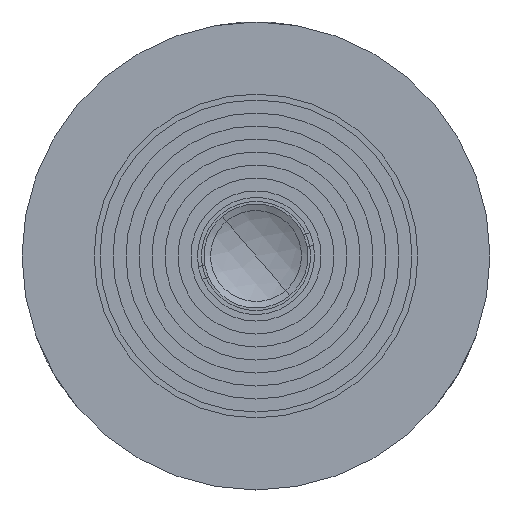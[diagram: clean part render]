
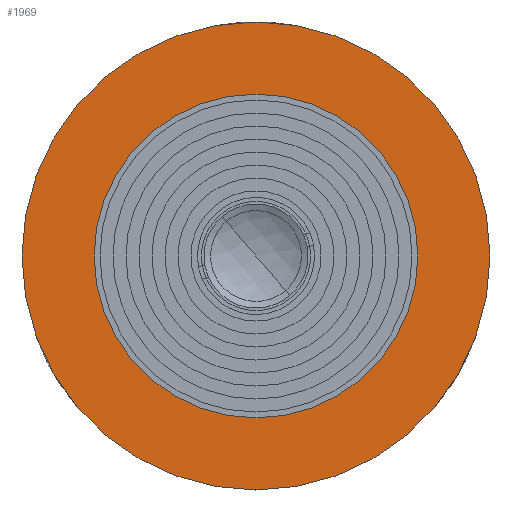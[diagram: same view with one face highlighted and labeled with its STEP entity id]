
A CAD part, left-side view. The second image highlights one B-rep face of the part: STEP entity #1969.
In plain terms, the highlighted planar face has unit normal (-1, 0, 0).
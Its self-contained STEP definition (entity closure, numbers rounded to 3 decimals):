
#49 = EDGE_CURVE ( 'NONE', #1473, #1881, #2768, .T. ) ;
#305 = EDGE_CURVE ( 'NONE', #1455, #2645, #3286, .T. ) ;
#319 = AXIS2_PLACEMENT_3D ( 'NONE', #1624, #2713, #1664 ) ;
#514 = CARTESIAN_POINT ( 'NONE',  ( 0., 0., 18. ) ) ;
#516 = EDGE_CURVE ( 'NONE', #1881, #1473, #900, .T. ) ;
#584 = DIRECTION ( 'NONE',  ( 1., 0., 0. ) ) ;
#600 = EDGE_LOOP ( 'NONE', ( #2266, #903 ) ) ;
#862 = EDGE_CURVE ( 'NONE', #2645, #1455, #1797, .T. ) ;
#900 = CIRCLE ( 'NONE', #2143, 18. ) ;
#903 = ORIENTED_EDGE ( 'NONE', *, *, #305, .F. ) ;
#973 = CARTESIAN_POINT ( 'NONE',  ( 0., 0., 0. ) ) ;
#1291 = DIRECTION ( 'NONE',  ( -1., 0., 0. ) ) ;
#1304 = CARTESIAN_POINT ( 'NONE',  ( 0., 0., -18. ) ) ;
#1407 = FACE_OUTER_BOUND ( 'NONE', #2144, .T. ) ;
#1455 = VERTEX_POINT ( 'NONE', #3444 ) ;
#1473 = VERTEX_POINT ( 'NONE', #514 ) ;
#1624 = CARTESIAN_POINT ( 'NONE',  ( 0., 0., 0. ) ) ;
#1664 = DIRECTION ( 'NONE',  ( 0., 0., 1. ) ) ;
#1797 = CIRCLE ( 'NONE', #2649, 12.45 ) ;
#1881 = VERTEX_POINT ( 'NONE', #1304 ) ;
#1925 = CARTESIAN_POINT ( 'NONE',  ( 0., 18., 0. ) ) ;
#1969 = ADVANCED_FACE ( 'NONE', ( #2702, #1407 ), #2204, .F. ) ;
#2143 = AXIS2_PLACEMENT_3D ( 'NONE', #973, #2851, #3395 ) ;
#2144 = EDGE_LOOP ( 'NONE', ( #3478, #2164 ) ) ;
#2164 = ORIENTED_EDGE ( 'NONE', *, *, #516, .T. ) ;
#2204 = PLANE ( 'NONE',  #2601 ) ;
#2266 = ORIENTED_EDGE ( 'NONE', *, *, #862, .F. ) ;
#2311 = DIRECTION ( 'NONE',  ( 0., 0., 1. ) ) ;
#2601 = AXIS2_PLACEMENT_3D ( 'NONE', #1925, #584, #2687 ) ;
#2614 = DIRECTION ( 'NONE',  ( -1., 0., 0. ) ) ;
#2640 = CARTESIAN_POINT ( 'NONE',  ( 0., 0., 0. ) ) ;
#2645 = VERTEX_POINT ( 'NONE', #2962 ) ;
#2649 = AXIS2_PLACEMENT_3D ( 'NONE', #2883, #2614, #2311 ) ;
#2654 = AXIS2_PLACEMENT_3D ( 'NONE', #2640, #1291, #3197 ) ;
#2687 = DIRECTION ( 'NONE',  ( 0., 0., -1. ) ) ;
#2702 = FACE_BOUND ( 'NONE', #600, .T. ) ;
#2713 = DIRECTION ( 'NONE',  ( -1., 0., 0. ) ) ;
#2768 = CIRCLE ( 'NONE', #319, 18. ) ;
#2851 = DIRECTION ( 'NONE',  ( -1., 0., 0. ) ) ;
#2883 = CARTESIAN_POINT ( 'NONE',  ( 0., 0., 0. ) ) ;
#2962 = CARTESIAN_POINT ( 'NONE',  ( 0., 0., 12.45 ) ) ;
#3197 = DIRECTION ( 'NONE',  ( 0., 0., 1. ) ) ;
#3286 = CIRCLE ( 'NONE', #2654, 12.45 ) ;
#3395 = DIRECTION ( 'NONE',  ( 0., 0., 1. ) ) ;
#3444 = CARTESIAN_POINT ( 'NONE',  ( 0., 0., -12.45 ) ) ;
#3478 = ORIENTED_EDGE ( 'NONE', *, *, #49, .T. ) ;
